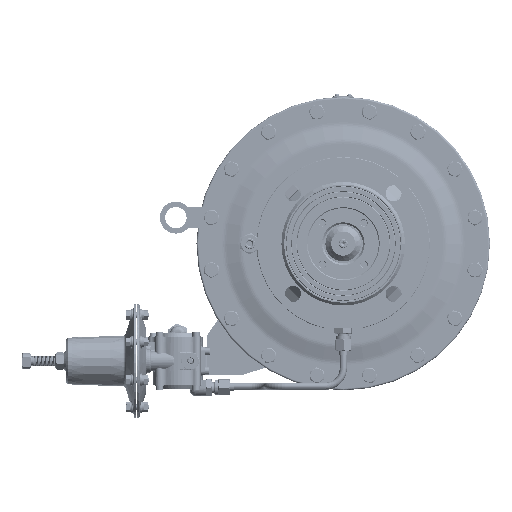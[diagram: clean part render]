
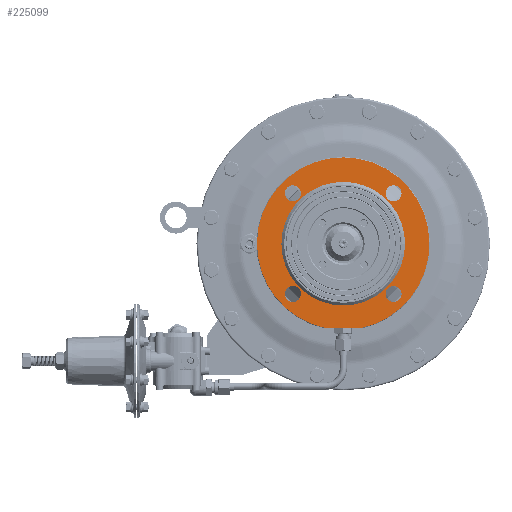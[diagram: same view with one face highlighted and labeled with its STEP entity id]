
A CAD part, left-side view. The second image highlights one B-rep face of the part: STEP entity #225099.
In plain terms, the highlighted planar face has unit normal (-1, 0, 0).
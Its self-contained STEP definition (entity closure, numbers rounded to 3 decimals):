
#3182 = AXIS2_PLACEMENT_3D ( 'NONE', #73034, #200510, #91351 ) ;
#3353 = VERTEX_POINT ( 'NONE', #57731 ) ;
#4120 = VERTEX_POINT ( 'NONE', #56374 ) ;
#7934 = DIRECTION ( 'NONE',  ( 0., -1., 0. ) ) ;
#8416 = AXIS2_PLACEMENT_3D ( 'NONE', #218655, #127811, #18655 ) ;
#12918 = DIRECTION ( 'NONE',  ( -1., 0., 0. ) ) ;
#16769 = VERTEX_POINT ( 'NONE', #33734 ) ;
#18229 = AXIS2_PLACEMENT_3D ( 'NONE', #150134, #40897, #168416 ) ;
#18655 = DIRECTION ( 'NONE',  ( 0., 0., -1. ) ) ;
#20041 = VECTOR ( 'NONE', #177719, 1000. ) ;
#20081 = CIRCLE ( 'NONE', #111845, 9. ) ;
#21885 = EDGE_CURVE ( 'NONE', #60152, #3353, #172073, .T. ) ;
#28898 = VERTEX_POINT ( 'NONE', #187174 ) ;
#33734 = CARTESIAN_POINT ( 'NONE',  ( -135.175, -55.226, -56.569 ) ) ;
#33787 = EDGE_CURVE ( 'NONE', #4120, #152106, #58404, .T. ) ;
#34884 = FACE_BOUND ( 'NONE', #217888, .T. ) ;
#40897 = DIRECTION ( 'NONE',  ( -1., 0., 0. ) ) ;
#44840 = EDGE_LOOP ( 'NONE', ( #225610, #131420 ) ) ;
#46997 = VERTEX_POINT ( 'NONE', #78497 ) ;
#50692 = CARTESIAN_POINT ( 'NONE',  ( -135.175, 29.938, -95. ) ) ;
#51868 = CARTESIAN_POINT ( 'NONE',  ( -135.175, 10.343, 69.5 ) ) ;
#52191 = CARTESIAN_POINT ( 'NONE',  ( -135.175, 75.911, -56.569 ) ) ;
#52786 = EDGE_CURVE ( 'NONE', #16769, #115127, #95331, .T. ) ;
#52945 = CARTESIAN_POINT ( 'NONE',  ( -135.175, -46.226, 56.569 ) ) ;
#54684 = EDGE_CURVE ( 'NONE', #115127, #16769, #80436, .T. ) ;
#54790 = VERTEX_POINT ( 'NONE', #183000 ) ;
#56374 = CARTESIAN_POINT ( 'NONE',  ( -135.175, 57.911, -56.569 ) ) ;
#57527 = ORIENTED_EDGE ( 'NONE', *, *, #52786, .F. ) ;
#57731 = CARTESIAN_POINT ( 'NONE',  ( -135.175, 75.911, 56.569 ) ) ;
#58404 = CIRCLE ( 'NONE', #180971, 9. ) ;
#60152 = VERTEX_POINT ( 'NONE', #194610 ) ;
#66782 = EDGE_CURVE ( 'NONE', #152106, #4120, #134701, .T. ) ;
#71099 = EDGE_CURVE ( 'NONE', #46997, #165472, #104721, .T. ) ;
#71303 = DIRECTION ( 'NONE',  ( 0., 1., 0. ) ) ;
#72567 = ORIENTED_EDGE ( 'NONE', *, *, #184119, .F. ) ;
#72985 = EDGE_LOOP ( 'NONE', ( #96986, #72567 ) ) ;
#73034 = CARTESIAN_POINT ( 'NONE',  ( -135.175, -46.226, -56.569 ) ) ;
#73807 = CARTESIAN_POINT ( 'NONE',  ( -135.175, 66.911, 56.569 ) ) ;
#75115 = CARTESIAN_POINT ( 'NONE',  ( -135.175, -46.226, 56.569 ) ) ;
#78497 = CARTESIAN_POINT ( 'NONE',  ( -135.175, -9.253, -95. ) ) ;
#79631 = CIRCLE ( 'NONE', #18229, 69.5 ) ;
#80436 = CIRCLE ( 'NONE', #3182, 9. ) ;
#83398 = FACE_BOUND ( 'NONE', #72985, .T. ) ;
#89361 = AXIS2_PLACEMENT_3D ( 'NONE', #210571, #101375, #228865 ) ;
#90726 = VERTEX_POINT ( 'NONE', #51868 ) ;
#91351 = DIRECTION ( 'NONE',  ( 0., 0., 1. ) ) ;
#92129 = DIRECTION ( 'NONE',  ( 0., 0., -1. ) ) ;
#93476 = DIRECTION ( 'NONE',  ( 0., 1., 0. ) ) ;
#95331 = CIRCLE ( 'NONE', #161682, 9. ) ;
#95653 = DIRECTION ( 'NONE',  ( -1., 0., 0. ) ) ;
#96986 = ORIENTED_EDGE ( 'NONE', *, *, #210392, .F. ) ;
#98793 = CIRCLE ( 'NONE', #129896, 69.5 ) ;
#99897 = CIRCLE ( 'NONE', #120112, 9. ) ;
#100567 = EDGE_LOOP ( 'NONE', ( #123521, #105027 ) ) ;
#101174 = DIRECTION ( 'NONE',  ( -1., 0., 0. ) ) ;
#101375 = DIRECTION ( 'NONE',  ( -1., 0., 0. ) ) ;
#104721 = CIRCLE ( 'NONE', #126721, 97. ) ;
#105027 = ORIENTED_EDGE ( 'NONE', *, *, #71099, .T. ) ;
#105207 = CARTESIAN_POINT ( 'NONE',  ( -135.175, 107.343, -95. ) ) ;
#105474 = DIRECTION ( 'NONE',  ( -1., 0., 0. ) ) ;
#109448 = PLANE ( 'NONE',  #8416 ) ;
#110408 = EDGE_CURVE ( 'NONE', #46997, #165472, #213918, .T. ) ;
#111845 = AXIS2_PLACEMENT_3D ( 'NONE', #75115, #202634, #93476 ) ;
#115127 = VERTEX_POINT ( 'NONE', #147223 ) ;
#117052 = DIRECTION ( 'NONE',  ( -1., 0., 0. ) ) ;
#120112 = AXIS2_PLACEMENT_3D ( 'NONE', #52945, #180482, #71303 ) ;
#122066 = CARTESIAN_POINT ( 'NONE',  ( -135.175, 10.343, 0. ) ) ;
#123256 = AXIS2_PLACEMENT_3D ( 'NONE', #73807, #201311, #92129 ) ;
#123521 = ORIENTED_EDGE ( 'NONE', *, *, #110408, .F. ) ;
#124942 = VERTEX_POINT ( 'NONE', #152871 ) ;
#126721 = AXIS2_PLACEMENT_3D ( 'NONE', #122066, #12918, #140459 ) ;
#127811 = DIRECTION ( 'NONE',  ( 1., 0., 0. ) ) ;
#129896 = AXIS2_PLACEMENT_3D ( 'NONE', #204828, #95653, #223124 ) ;
#131420 = ORIENTED_EDGE ( 'NONE', *, *, #226992, .F. ) ;
#131941 = FACE_BOUND ( 'NONE', #166271, .T. ) ;
#134701 = CIRCLE ( 'NONE', #89361, 9. ) ;
#137651 = FACE_OUTER_BOUND ( 'NONE', #100567, .T. ) ;
#138905 = ORIENTED_EDGE ( 'NONE', *, *, #177252, .F. ) ;
#140459 = DIRECTION ( 'NONE',  ( 0., 0., 1. ) ) ;
#143673 = ORIENTED_EDGE ( 'NONE', *, *, #54684, .F. ) ;
#147223 = CARTESIAN_POINT ( 'NONE',  ( -135.175, -37.226, -56.569 ) ) ;
#150134 = CARTESIAN_POINT ( 'NONE',  ( -135.175, 10.343, 0. ) ) ;
#152106 = VERTEX_POINT ( 'NONE', #52191 ) ;
#152871 = CARTESIAN_POINT ( 'NONE',  ( -135.175, -37.226, 56.569 ) ) ;
#161682 = AXIS2_PLACEMENT_3D ( 'NONE', #210382, #101174, #228664 ) ;
#165472 = VERTEX_POINT ( 'NONE', #50692 ) ;
#166271 = EDGE_LOOP ( 'NONE', ( #229882, #172223 ) ) ;
#168416 = DIRECTION ( 'NONE',  ( 0., 0., 1. ) ) ;
#171459 = CIRCLE ( 'NONE', #123256, 9. ) ;
#172073 = CIRCLE ( 'NONE', #210948, 9. ) ;
#172223 = ORIENTED_EDGE ( 'NONE', *, *, #66782, .F. ) ;
#177252 = EDGE_CURVE ( 'NONE', #28898, #124942, #20081, .T. ) ;
#177719 = DIRECTION ( 'NONE',  ( 0., 1., 0. ) ) ;
#180482 = DIRECTION ( 'NONE',  ( -1., 0., 0. ) ) ;
#180971 = AXIS2_PLACEMENT_3D ( 'NONE', #226229, #117052, #7934 ) ;
#183000 = CARTESIAN_POINT ( 'NONE',  ( -135.175, 10.343, -69.5 ) ) ;
#184119 = EDGE_CURVE ( 'NONE', #90726, #54790, #98793, .T. ) ;
#187174 = CARTESIAN_POINT ( 'NONE',  ( -135.175, -55.226, 56.569 ) ) ;
#189299 = EDGE_CURVE ( 'NONE', #124942, #28898, #99897, .T. ) ;
#194610 = CARTESIAN_POINT ( 'NONE',  ( -135.175, 57.911, 56.569 ) ) ;
#194714 = EDGE_LOOP ( 'NONE', ( #57527, #143673 ) ) ;
#195462 = ORIENTED_EDGE ( 'NONE', *, *, #189299, .F. ) ;
#200510 = DIRECTION ( 'NONE',  ( -1., 0., 0. ) ) ;
#201311 = DIRECTION ( 'NONE',  ( -1., 0., 0. ) ) ;
#202634 = DIRECTION ( 'NONE',  ( -1., 0., 0. ) ) ;
#204828 = CARTESIAN_POINT ( 'NONE',  ( -135.175, 10.343, 0. ) ) ;
#210382 = CARTESIAN_POINT ( 'NONE',  ( -135.175, -46.226, -56.569 ) ) ;
#210392 = EDGE_CURVE ( 'NONE', #54790, #90726, #79631, .T. ) ;
#210571 = CARTESIAN_POINT ( 'NONE',  ( -135.175, 66.911, -56.569 ) ) ;
#210948 = AXIS2_PLACEMENT_3D ( 'NONE', #214677, #105474, #232942 ) ;
#213918 = LINE ( 'NONE', #105207, #20041 ) ;
#214677 = CARTESIAN_POINT ( 'NONE',  ( -135.175, 66.911, 56.569 ) ) ;
#217888 = EDGE_LOOP ( 'NONE', ( #138905, #195462 ) ) ;
#218655 = CARTESIAN_POINT ( 'NONE',  ( -135.175, 107.343, 0. ) ) ;
#223121 = FACE_BOUND ( 'NONE', #44840, .T. ) ;
#223124 = DIRECTION ( 'NONE',  ( 0., 0., 1. ) ) ;
#225099 = ADVANCED_FACE ( 'NONE', ( #83398, #131941, #234515, #34884, #223121, #137651 ), #109448, .F. ) ;
#225610 = ORIENTED_EDGE ( 'NONE', *, *, #21885, .F. ) ;
#226229 = CARTESIAN_POINT ( 'NONE',  ( -135.175, 66.911, -56.569 ) ) ;
#226992 = EDGE_CURVE ( 'NONE', #3353, #60152, #171459, .T. ) ;
#228664 = DIRECTION ( 'NONE',  ( 0., 0., 1. ) ) ;
#228865 = DIRECTION ( 'NONE',  ( 0., -1., 0. ) ) ;
#229882 = ORIENTED_EDGE ( 'NONE', *, *, #33787, .F. ) ;
#232942 = DIRECTION ( 'NONE',  ( 0., 0., -1. ) ) ;
#234515 = FACE_BOUND ( 'NONE', #194714, .T. ) ;
